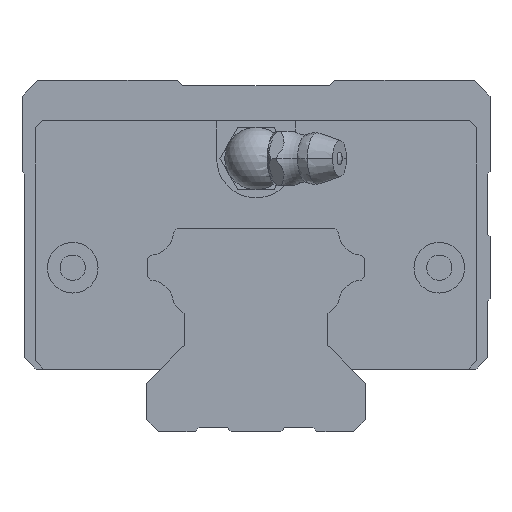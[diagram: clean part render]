
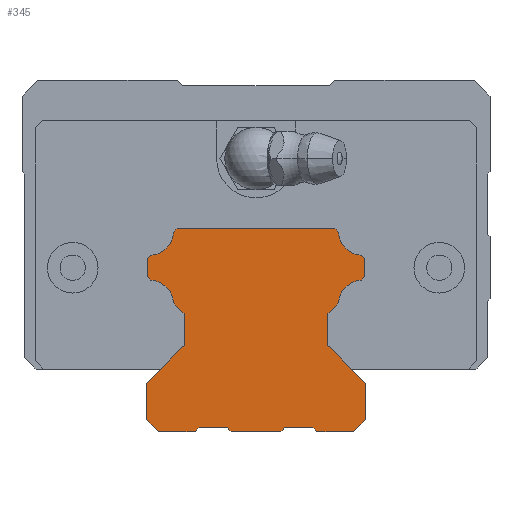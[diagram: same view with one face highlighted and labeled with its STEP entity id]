
A CAD part, front view. The second image highlights one B-rep face of the part: STEP entity #345.
In plain terms, the highlighted planar face has unit normal (0, -1, 0).
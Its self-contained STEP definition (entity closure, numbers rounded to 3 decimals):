
#345=ADVANCED_FACE('',(#750),#751,.T.);
#750=FACE_OUTER_BOUND('',#1267,.T.);
#751=PLANE('',#1268);
#1267=EDGE_LOOP('',(#2745,#2746,#2747,#2748,#2749,#2750,#2751,#2752,#2753,#2754,#2755,#2756,#2757,#2758,#2759,#2760,#2761,#2762,#2763,#2764,#2765,#2766,#2767,#2768,#2769,#2770,#2771,#2772,#2773,#2774,#2775,#2776));
#1268=AXIS2_PLACEMENT_3D('',#2777,#2778,#2779);
#2745=ORIENTED_EDGE('',*,*,#3561,.T.);
#2746=ORIENTED_EDGE('',*,*,#3591,.F.);
#2747=ORIENTED_EDGE('',*,*,#3585,.F.);
#2748=ORIENTED_EDGE('',*,*,#3580,.F.);
#2749=ORIENTED_EDGE('',*,*,#3592,.F.);
#2750=ORIENTED_EDGE('',*,*,#3593,.T.);
#2751=ORIENTED_EDGE('',*,*,#3594,.T.);
#2752=ORIENTED_EDGE('',*,*,#3595,.F.);
#2753=ORIENTED_EDGE('',*,*,#3596,.T.);
#2754=ORIENTED_EDGE('',*,*,#3571,.T.);
#2755=ORIENTED_EDGE('',*,*,#3597,.F.);
#2756=ORIENTED_EDGE('',*,*,#3598,.T.);
#2757=ORIENTED_EDGE('',*,*,#3599,.T.);
#2758=ORIENTED_EDGE('',*,*,#3600,.F.);
#2759=ORIENTED_EDGE('',*,*,#3564,.T.);
#2760=ORIENTED_EDGE('',*,*,#3534,.T.);
#2761=ORIENTED_EDGE('',*,*,#3583,.F.);
#2762=ORIENTED_EDGE('',*,*,#3601,.T.);
#2763=ORIENTED_EDGE('',*,*,#3602,.T.);
#2764=ORIENTED_EDGE('',*,*,#3603,.F.);
#2765=ORIENTED_EDGE('',*,*,#3548,.F.);
#2766=ORIENTED_EDGE('',*,*,#3604,.T.);
#2767=ORIENTED_EDGE('',*,*,#3605,.F.);
#2768=ORIENTED_EDGE('',*,*,#3589,.F.);
#2769=ORIENTED_EDGE('',*,*,#3606,.F.);
#2770=ORIENTED_EDGE('',*,*,#3607,.F.);
#2771=ORIENTED_EDGE('',*,*,#3554,.F.);
#2772=ORIENTED_EDGE('',*,*,#3608,.F.);
#2773=ORIENTED_EDGE('',*,*,#3609,.F.);
#2774=ORIENTED_EDGE('',*,*,#3610,.F.);
#2775=ORIENTED_EDGE('',*,*,#3525,.T.);
#2776=ORIENTED_EDGE('',*,*,#3611,.F.);
#2777=CARTESIAN_POINT('',(-13.679,-167.7,-18.021));
#2778=DIRECTION('',(0.0,-1.0,0.0));
#2779=DIRECTION('',(0.0,0.0,-1.0));
#3525=EDGE_CURVE('',#4378,#4376,#4379,.T.);
#3534=EDGE_CURVE('',#4392,#4390,#4393,.T.);
#3548=EDGE_CURVE('',#4417,#4419,#4420,.T.);
#3554=EDGE_CURVE('',#4428,#4430,#4431,.T.);
#3561=EDGE_CURVE('',#4441,#4439,#4442,.T.);
#3564=EDGE_CURVE('',#4446,#4392,#4447,.T.);
#3571=EDGE_CURVE('',#4457,#4455,#4458,.T.);
#3580=EDGE_CURVE('',#4471,#4473,#4474,.T.);
#3583=EDGE_CURVE('',#4476,#4390,#4478,.T.);
#3585=EDGE_CURVE('',#4473,#4481,#4482,.T.);
#3589=EDGE_CURVE('',#4487,#4489,#4490,.T.);
#3591=EDGE_CURVE('',#4481,#4439,#4492,.T.);
#3592=EDGE_CURVE('',#4493,#4471,#4494,.T.);
#3593=EDGE_CURVE('',#4493,#4495,#4496,.T.);
#3594=EDGE_CURVE('',#4495,#4497,#4498,.T.);
#3595=EDGE_CURVE('',#4499,#4497,#4500,.T.);
#3596=EDGE_CURVE('',#4499,#4457,#4501,.T.);
#3597=EDGE_CURVE('',#4502,#4455,#4503,.T.);
#3598=EDGE_CURVE('',#4502,#4504,#4505,.T.);
#3599=EDGE_CURVE('',#4504,#4506,#4507,.T.);
#3600=EDGE_CURVE('',#4446,#4506,#4508,.T.);
#3601=EDGE_CURVE('',#4476,#4509,#4510,.T.);
#3602=EDGE_CURVE('',#4509,#4511,#4512,.T.);
#3603=EDGE_CURVE('',#4419,#4511,#4513,.T.);
#3604=EDGE_CURVE('',#4417,#4514,#4515,.T.);
#3605=EDGE_CURVE('',#4489,#4514,#4516,.T.);
#3606=EDGE_CURVE('',#4517,#4487,#4518,.T.);
#3607=EDGE_CURVE('',#4430,#4517,#4519,.T.);
#3608=EDGE_CURVE('',#4520,#4428,#4521,.T.);
#3609=EDGE_CURVE('',#4522,#4520,#4523,.T.);
#3610=EDGE_CURVE('',#4378,#4522,#4524,.T.);
#3611=EDGE_CURVE('',#4441,#4376,#4525,.T.);
#4376=VERTEX_POINT('',#5735);
#4378=VERTEX_POINT('',#5738);
#4379=LINE('',#5739,#5740);
#4390=VERTEX_POINT('',#5755);
#4392=VERTEX_POINT('',#5758);
#4393=LINE('',#5759,#5760);
#4417=VERTEX_POINT('',#5793);
#4419=VERTEX_POINT('',#5796);
#4420=LINE('',#5797,#5798);
#4428=VERTEX_POINT('',#5809);
#4430=VERTEX_POINT('',#5812);
#4431=LINE('',#5813,#5814);
#4439=VERTEX_POINT('',#5824);
#4441=VERTEX_POINT('',#5827);
#4442=LINE('',#5828,#5829);
#4446=VERTEX_POINT('',#5835);
#4447=LINE('',#5836,#5837);
#4455=VERTEX_POINT('',#5847);
#4457=VERTEX_POINT('',#5850);
#4458=LINE('',#5851,#5852);
#4471=VERTEX_POINT('',#5869);
#4473=VERTEX_POINT('',#5872);
#4474=CIRCLE('',#5873,3.1);
#4476=VERTEX_POINT('',#5876);
#4478=LINE('',#5879,#5880);
#4481=VERTEX_POINT('',#5884);
#4482=LINE('',#5885,#5886);
#4487=VERTEX_POINT('',#5893);
#4489=VERTEX_POINT('',#5896);
#4490=LINE('',#5897,#5898);
#4492=LINE('',#5901,#5902);
#4493=VERTEX_POINT('',#5903);
#4494=LINE('',#5904,#5905);
#4495=VERTEX_POINT('',#5906);
#4496=LINE('',#5907,#5908);
#4497=VERTEX_POINT('',#5909);
#4498=LINE('',#5910,#5911);
#4499=VERTEX_POINT('',#5912);
#4500=CIRCLE('',#5913,3.1);
#4501=LINE('',#5914,#5915);
#4502=VERTEX_POINT('',#5916);
#4503=LINE('',#5917,#5918);
#4504=VERTEX_POINT('',#5919);
#4505=LINE('',#5920,#5921);
#4506=VERTEX_POINT('',#5922);
#4507=LINE('',#5923,#5924);
#4508=LINE('',#5925,#5926);
#4509=VERTEX_POINT('',#5927);
#4510=LINE('',#5928,#5929);
#4511=VERTEX_POINT('',#5930);
#4512=LINE('',#5931,#5932);
#4513=LINE('',#5933,#5934);
#4514=VERTEX_POINT('',#5935);
#4515=LINE('',#5936,#5937);
#4516=LINE('',#5938,#5939);
#4517=VERTEX_POINT('',#5940);
#4518=LINE('',#5941,#5942);
#4519=LINE('',#5943,#5944);
#4520=VERTEX_POINT('',#5945);
#4521=CIRCLE('',#5946,3.1);
#4522=VERTEX_POINT('',#5947);
#4523=LINE('',#5948,#5949);
#4524=LINE('',#5950,#5951);
#4525=CIRCLE('',#5952,3.1);
#5735=CARTESIAN_POINT('',(13.518,-167.7,-21.117));
#5738=CARTESIAN_POINT('',(13.93,-167.7,-21.529));
#5739=CARTESIAN_POINT('',(13.93,-167.7,-21.529));
#5740=VECTOR('',#6724,1000.0);
#5755=CARTESIAN_POINT('',(-3.7,-167.7,-43.2));
#5758=CARTESIAN_POINT('',(-7.3,-167.7,-43.2));
#5759=CARTESIAN_POINT('',(-7.3,-167.7,-43.2));
#5760=VECTOR('',#6739,1000.0);
#5793=CARTESIAN_POINT('',(7.8,-167.7,-43.7));
#5796=CARTESIAN_POINT('',(7.3,-167.7,-43.2));
#5797=CARTESIAN_POINT('',(7.8,-167.7,-43.7));
#5798=VECTOR('',#6759,1000.0);
#5809=CARTESIAN_POINT('',(10.583,-167.7,-27.218));
#5812=CARTESIAN_POINT('',(9.23,-167.7,-28.571));
#5813=CARTESIAN_POINT('',(10.583,-167.7,-27.218));
#5814=VECTOR('',#6767,1000.0);
#5824=CARTESIAN_POINT('',(10.101,-167.7,-17.7));
#5827=CARTESIAN_POINT('',(10.583,-167.7,-18.182));
#5828=CARTESIAN_POINT('',(10.583,-167.7,-18.182));
#5829=VECTOR('',#6780,1000.0);
#5835=CARTESIAN_POINT('',(-7.8,-167.7,-43.7));
#5836=CARTESIAN_POINT('',(-7.8,-167.7,-43.7));
#5837=VECTOR('',#6783,1000.0);
#5847=CARTESIAN_POINT('',(-9.23,-167.7,-32.729));
#5850=CARTESIAN_POINT('',(-9.23,-167.7,-28.571));
#5851=CARTESIAN_POINT('',(-9.23,-167.7,-28.571));
#5852=VECTOR('',#6796,1000.0);
#5869=CARTESIAN_POINT('',(-13.518,-167.7,-21.117));
#5872=CARTESIAN_POINT('',(-10.583,-167.7,-18.182));
#5873=AXIS2_PLACEMENT_3D('',#6811,#6812,#6813);
#5876=CARTESIAN_POINT('',(-3.2,-167.7,-43.7));
#5879=CARTESIAN_POINT('',(-3.2,-167.7,-43.7));
#5880=VECTOR('',#6816,1000.0);
#5884=CARTESIAN_POINT('',(-10.101,-167.7,-17.7));
#5885=CARTESIAN_POINT('',(-10.583,-167.7,-18.182));
#5886=VECTOR('',#6818,1000.0);
#5893=CARTESIAN_POINT('',(14.0,-167.7,-37.499));
#5896=CARTESIAN_POINT('',(14.0,-167.7,-42.2));
#5897=CARTESIAN_POINT('',(14.0,-167.7,-37.499));
#5898=VECTOR('',#6822,1000.0);
#5901=CARTESIAN_POINT('',(-10.171,-167.7,-17.7));
#5902=VECTOR('',#6824,1000.0);
#5903=CARTESIAN_POINT('',(-13.93,-167.7,-21.529));
#5904=CARTESIAN_POINT('',(-13.93,-167.7,-21.529));
#5905=VECTOR('',#6825,1000.0);
#5906=CARTESIAN_POINT('',(-13.93,-167.7,-23.871));
#5907=CARTESIAN_POINT('',(-13.93,-167.7,-21.529));
#5908=VECTOR('',#6826,1000.0);
#5909=CARTESIAN_POINT('',(-13.518,-167.7,-24.283));
#5910=CARTESIAN_POINT('',(-13.93,-167.7,-23.871));
#5911=VECTOR('',#6827,1000.0);
#5912=CARTESIAN_POINT('',(-10.583,-167.7,-27.218));
#5913=AXIS2_PLACEMENT_3D('',#6828,#6829,#6830);
#5914=CARTESIAN_POINT('',(-10.583,-167.7,-27.218));
#5915=VECTOR('',#6831,1000.0);
#5916=CARTESIAN_POINT('',(-14.0,-167.7,-37.499));
#5917=CARTESIAN_POINT('',(-14.0,-167.7,-37.499));
#5918=VECTOR('',#6832,1000.0);
#5919=CARTESIAN_POINT('',(-14.0,-167.7,-42.2));
#5920=CARTESIAN_POINT('',(-14.0,-167.7,-37.499));
#5921=VECTOR('',#6833,1000.0);
#5922=CARTESIAN_POINT('',(-12.5,-167.7,-43.7));
#5923=CARTESIAN_POINT('',(-14.0,-167.7,-42.2));
#5924=VECTOR('',#6834,1000.0);
#5925=CARTESIAN_POINT('',(-7.8,-167.7,-43.7));
#5926=VECTOR('',#6835,1000.0);
#5927=CARTESIAN_POINT('',(3.2,-167.7,-43.7));
#5928=CARTESIAN_POINT('',(-3.2,-167.7,-43.7));
#5929=VECTOR('',#6836,1000.0);
#5930=CARTESIAN_POINT('',(3.7,-167.7,-43.2));
#5931=CARTESIAN_POINT('',(3.2,-167.7,-43.7));
#5932=VECTOR('',#6837,1000.0);
#5933=CARTESIAN_POINT('',(7.3,-167.7,-43.2));
#5934=VECTOR('',#6838,1000.0);
#5935=CARTESIAN_POINT('',(12.5,-167.7,-43.7));
#5936=CARTESIAN_POINT('',(7.8,-167.7,-43.7));
#5937=VECTOR('',#6839,1000.0);
#5938=CARTESIAN_POINT('',(14.0,-167.7,-42.2));
#5939=VECTOR('',#6840,1000.0);
#5940=CARTESIAN_POINT('',(9.23,-167.7,-32.729));
#5941=CARTESIAN_POINT('',(9.23,-167.7,-32.729));
#5942=VECTOR('',#6841,1000.0);
#5943=CARTESIAN_POINT('',(9.23,-167.7,-28.571));
#5944=VECTOR('',#6842,1000.0);
#5945=CARTESIAN_POINT('',(13.518,-167.7,-24.283));
#5946=AXIS2_PLACEMENT_3D('',#6843,#6844,#6845);
#5947=CARTESIAN_POINT('',(13.93,-167.7,-23.871));
#5948=CARTESIAN_POINT('',(13.93,-167.7,-23.871));
#5949=VECTOR('',#6846,1000.0);
#5950=CARTESIAN_POINT('',(13.93,-167.7,-21.529));
#5951=VECTOR('',#6847,1000.0);
#5952=AXIS2_PLACEMENT_3D('',#6848,#6849,#6850);
#6724=DIRECTION('',(-0.707,0.0,0.707));
#6739=DIRECTION('',(1.0,0.0,0.0));
#6759=DIRECTION('',(-0.707,0.0,0.707));
#6767=DIRECTION('',(-0.707,0.0,-0.707));
#6780=DIRECTION('',(-0.707,0.0,0.707));
#6783=DIRECTION('',(0.707,0.0,0.707));
#6796=DIRECTION('',(0.0,0.0,-1.0));
#6811=CARTESIAN_POINT('',(-13.679,-167.7,-18.021));
#6812=DIRECTION('',(0.0,-1.0,0.0));
#6813=DIRECTION('',(1.0,0.0,0.0));
#6816=DIRECTION('',(-0.707,0.0,0.707));
#6818=DIRECTION('',(0.707,0.0,0.707));
#6822=DIRECTION('',(0.0,0.0,-1.0));
#6824=DIRECTION('',(1.0,0.0,0.0));
#6825=DIRECTION('',(0.707,0.0,0.707));
#6826=DIRECTION('',(0.0,0.0,-1.0));
#6827=DIRECTION('',(0.707,0.0,-0.707));
#6828=CARTESIAN_POINT('',(-13.679,-167.7,-27.379));
#6829=DIRECTION('',(0.0,-1.0,0.0));
#6830=DIRECTION('',(1.0,0.0,0.0));
#6831=DIRECTION('',(0.707,0.0,-0.707));
#6832=DIRECTION('',(0.707,0.0,0.707));
#6833=DIRECTION('',(0.0,0.0,-1.0));
#6834=DIRECTION('',(0.707,0.0,-0.707));
#6835=DIRECTION('',(-1.0,0.0,0.0));
#6836=DIRECTION('',(1.0,0.0,0.0));
#6837=DIRECTION('',(0.707,0.0,0.707));
#6838=DIRECTION('',(-1.0,0.0,0.0));
#6839=DIRECTION('',(1.0,0.0,0.0));
#6840=DIRECTION('',(-0.707,0.0,-0.707));
#6841=DIRECTION('',(0.707,0.0,-0.707));
#6842=DIRECTION('',(0.0,0.0,-1.0));
#6843=CARTESIAN_POINT('',(13.679,-167.7,-27.379));
#6844=DIRECTION('',(0.0,-1.0,0.0));
#6845=DIRECTION('',(1.0,0.0,0.0));
#6846=DIRECTION('',(-0.707,0.0,-0.707));
#6847=DIRECTION('',(0.0,0.0,-1.0));
#6848=CARTESIAN_POINT('',(13.679,-167.7,-18.021));
#6849=DIRECTION('',(0.0,-1.0,0.0));
#6850=DIRECTION('',(1.0,0.0,0.0));
